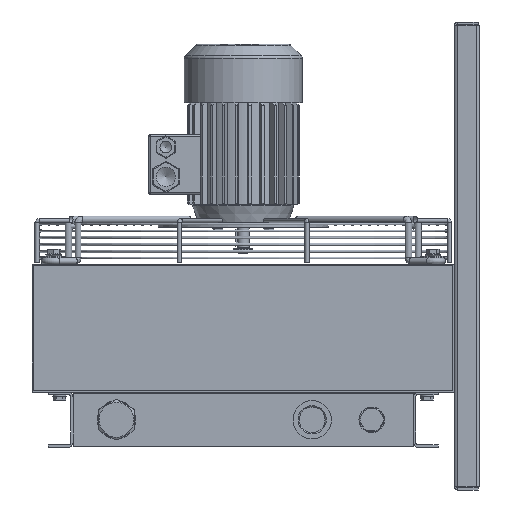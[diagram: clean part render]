
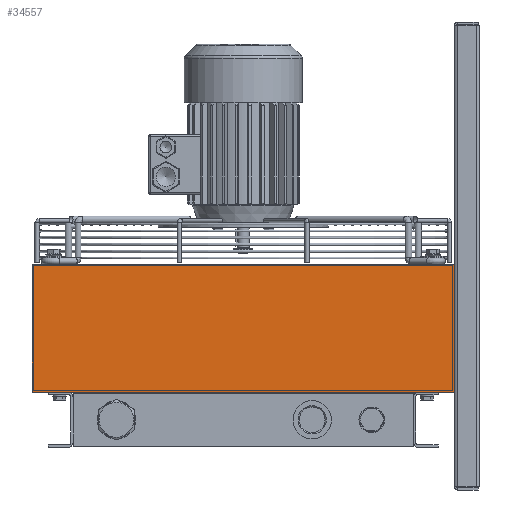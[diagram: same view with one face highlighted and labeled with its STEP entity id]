
A CAD part, left-side view. The second image highlights one B-rep face of the part: STEP entity #34557.
In plain terms, the highlighted planar face has unit normal (-1, 0, 0).
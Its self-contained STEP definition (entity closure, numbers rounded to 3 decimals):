
#28847=CARTESIAN_POINT('',(-248.,-248.0,75.0));
#28848=VERTEX_POINT('',#28847);
#28855=CARTESIAN_POINT('',(-248.,-248.0,-75.0));
#28856=VERTEX_POINT('',#28855);
#28857=CARTESIAN_POINT('',(-248.,-248.0,75.0));
#28858=DIRECTION('',(0.0,0.0,-1.0));
#28859=VECTOR('',#28858,150.0);
#28860=LINE('',#28857,#28859);
#28861=EDGE_CURVE('',#28848,#28856,#28860,.T.);
#29620=CARTESIAN_POINT('',(-248.0,248.0,-75.0));
#29621=VERTEX_POINT('',#29620);
#29622=CARTESIAN_POINT('',(-248.0,248.0,-75.0));
#29623=DIRECTION('',(0.0,-1.0,0.0));
#29624=VECTOR('',#29623,496.0);
#29625=LINE('',#29622,#29624);
#29626=EDGE_CURVE('',#29621,#28856,#29625,.T.);
#34534=CARTESIAN_POINT('',(-248.,-248.0,0.0));
#34535=DIRECTION('',(-1.0,0.0,0.0));
#34536=DIRECTION('',(0.0,0.0,1.0));
#34537=AXIS2_PLACEMENT_3D('',#34534,#34535,#34536);
#34538=PLANE('',#34537);
#34539=CARTESIAN_POINT('',(-248.0,248.0,75.0));
#34540=VERTEX_POINT('',#34539);
#34541=CARTESIAN_POINT('',(-248.,-248.0,75.0));
#34542=DIRECTION('',(0.0,1.0,0.0));
#34543=VECTOR('',#34542,496.0);
#34544=LINE('',#34541,#34543);
#34545=EDGE_CURVE('',#28848,#34540,#34544,.T.);
#34546=ORIENTED_EDGE('',*,*,#34545,.T.);
#34547=CARTESIAN_POINT('',(-248.0,248.0,-75.0));
#34548=DIRECTION('',(0.0,0.0,1.0));
#34549=VECTOR('',#34548,150.0);
#34550=LINE('',#34547,#34549);
#34551=EDGE_CURVE('',#29621,#34540,#34550,.T.);
#34552=ORIENTED_EDGE('',*,*,#34551,.F.);
#34553=ORIENTED_EDGE('',*,*,#29626,.T.);
#34554=ORIENTED_EDGE('',*,*,#28861,.F.);
#34555=EDGE_LOOP('',(#34546,#34552,#34553,#34554));
#34556=FACE_OUTER_BOUND('',#34555,.T.);
#34557=ADVANCED_FACE('',(#34556),#34538,.T.);
